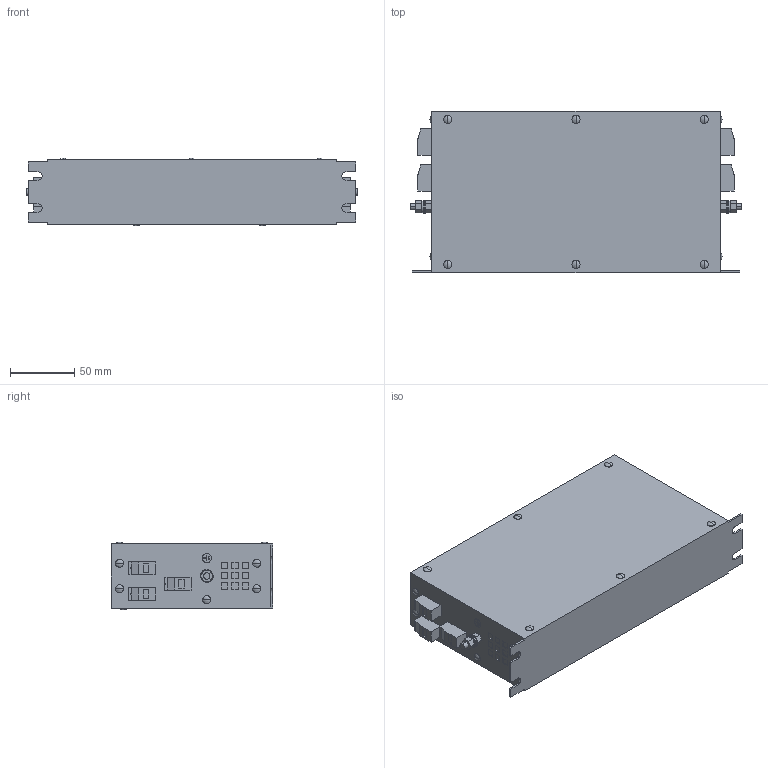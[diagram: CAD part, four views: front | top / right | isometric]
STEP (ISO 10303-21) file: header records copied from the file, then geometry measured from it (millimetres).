
FILE_DESCRIPTION (( 'STEP AP214' ), '1' );
FILE_NAME ('868871.STEP', '2024-06-19T13:11:28', ( '' ), ( '' ), 'SwSTEP 2.0', 'SolidWorks 2022', '' );
FILE_SCHEMA (( 'AUTOMOTIVE_DESIGN' ));
Length unit declared in the file: millimetre
Products named in the file (1): 868871
Bounding box: 258.8 x 126.05 x 52.74 mm (x, y, z)
Volume: 1433034.4 mm3; surface area: 100317.6 mm2
Topology: 1 solids, 1 shells, 595 faces, 1442 edges, 958 vertices
Faces by surface type: plane 483, cylinder 76, sphere 36
Entity records: 17274 total; most frequent: CARTESIAN_POINT 2996, ORIENTED_EDGE 2884, DIRECTION 2878, EDGE_CURVE 1442, LINE 1198, VECTOR 1198, VERTEX_POINT 958, AXIS2_PLACEMENT_3D 840
